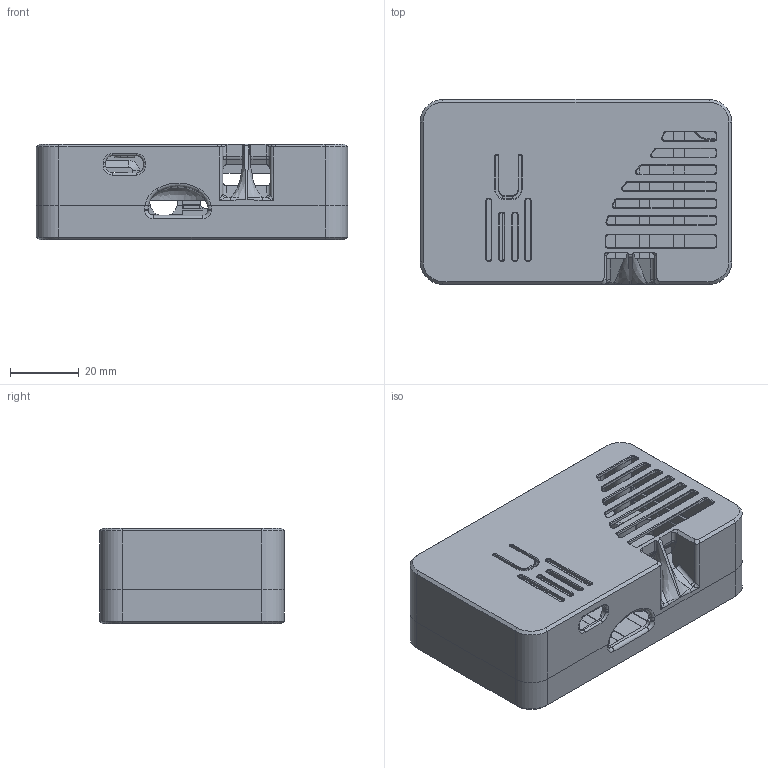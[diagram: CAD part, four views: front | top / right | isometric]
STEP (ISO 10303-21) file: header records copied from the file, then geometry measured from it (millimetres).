
FILE_DESCRIPTION(/* description */ (''),/* implementation_level */ '2;1');
FILE_NAME(/* name */ 'case uChipVGA v55.step',/* time_stamp */ '2020-12-07T17:48:01+01:00',/* author */ (''),/* organization */ (''),/* preprocessor_version */ 'ST-DEVELOPER v18.1',/* originating_system */ 'Autodesk Translation Framework v9.3.0.1241',/* authorisation */ '');
FILE_SCHEMA (('AUTOMOTIVE_DESIGN { 1 0 10303 214 3 1 1 }'));
Length unit declared in the file: millimetre
Products named in the file (1): case uChipVGA
Bounding box: 90.69 x 53.86 x 27.9 mm (x, y, z)
Volume: 24458 mm3; surface area: 34379.6 mm2
Topology: 2 solids, 2 shells, 1099 faces, 2877 edges, 1790 vertices
Faces by surface type: plane 454, cylinder 412, cone 118, bspline 76, torus 31, sphere 8
Full cylindrical faces by diameter (mm): 2.529 x20, 3.086 x12, 3.6 x2, 8 x2
Entity records: 41526 total; most frequent: CARTESIAN_POINT 14899, ORIENTED_EDGE 5734, DIRECTION 5355, EDGE_CURVE 2867, AXIS2_PLACEMENT_3D 1845, VERTEX_POINT 1790, LINE 1665, VECTOR 1665
